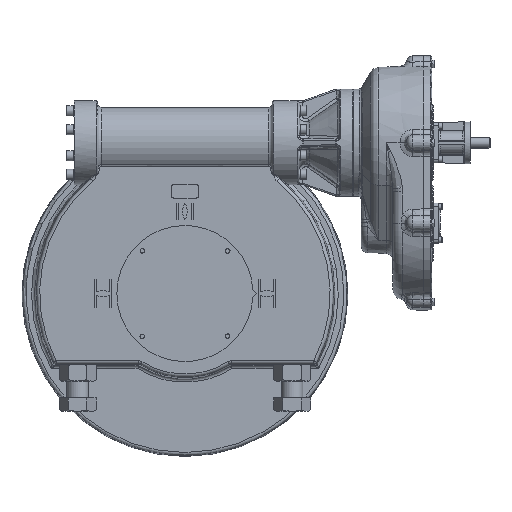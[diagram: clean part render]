
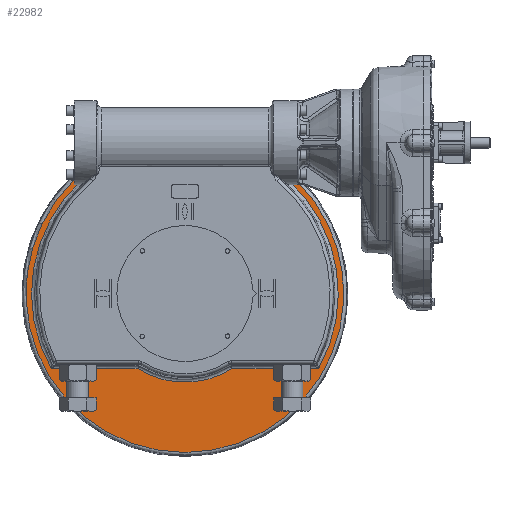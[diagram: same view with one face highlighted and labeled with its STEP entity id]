
A CAD part, front view. The second image highlights one B-rep face of the part: STEP entity #22982.
In plain terms, the highlighted planar face has unit normal (0, -1, 0).
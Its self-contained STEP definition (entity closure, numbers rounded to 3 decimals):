
#1152=LINE('',#41976,#2465);
#1153=LINE('',#42002,#2466);
#1154=LINE('',#42014,#2467);
#1155=LINE('',#42041,#2468);
#1156=LINE('',#42262,#2469);
#1157=LINE('',#42266,#2470);
#2465=VECTOR('',#29254,1000.);
#2466=VECTOR('',#29257,1000.);
#2467=VECTOR('',#29266,1000.);
#2468=VECTOR('',#29273,1000.);
#2469=VECTOR('',#29290,1000.);
#2470=VECTOR('',#29295,1000.);
#3673=B_SPLINE_CURVE_WITH_KNOTS('',3,(#42006,#42007,#42008,#42009,#42010),
 .UNSPECIFIED.,.F.,.F.,(4,1,4),(0.,0.001,0.002),
 .UNSPECIFIED.);
#3676=B_SPLINE_CURVE_WITH_KNOTS('',3,(#42045,#42046,#42047,#42048,#42049),
 .UNSPECIFIED.,.F.,.F.,(4,1,4),(0.,0.001,0.002),
 .UNSPECIFIED.);
#3682=B_SPLINE_CURVE_WITH_KNOTS('',3,(#42310,#42311,#42312,#42313),
 .UNSPECIFIED.,.F.,.F.,(4,4),(0.,1.),.UNSPECIFIED.);
#3711=B_SPLINE_CURVE_WITH_KNOTS('',3,(#43018,#43019,#43020,#43021),
 .UNSPECIFIED.,.F.,.F.,(4,4),(0.,1.),.UNSPECIFIED.);
#7729=ORIENTED_EDGE('',*,*,#12674,.F.);
#7730=ORIENTED_EDGE('',*,*,#12672,.T.);
#7731=ORIENTED_EDGE('',*,*,#12670,.T.);
#7732=ORIENTED_EDGE('',*,*,#12696,.T.);
#7733=ORIENTED_EDGE('',*,*,#12767,.T.);
#7734=ORIENTED_EDGE('',*,*,#12691,.T.);
#7735=ORIENTED_EDGE('',*,*,#12765,.T.);
#7736=ORIENTED_EDGE('',*,*,#12689,.T.);
#7737=ORIENTED_EDGE('',*,*,#12761,.T.);
#7738=ORIENTED_EDGE('',*,*,#12749,.T.);
#7739=ORIENTED_EDGE('',*,*,#12668,.T.);
#7740=ORIENTED_EDGE('',*,*,#12680,.T.);
#7741=ORIENTED_EDGE('',*,*,#12678,.F.);
#7742=ORIENTED_EDGE('',*,*,#12676,.T.);
#12668=EDGE_CURVE('',#15436,#15437,#1152,.T.);
#12670=EDGE_CURVE('',#15439,#15438,#1153,.T.);
#12672=EDGE_CURVE('',#15440,#15439,#3673,.T.);
#12674=EDGE_CURVE('',#15440,#15441,#1154,.F.);
#12676=EDGE_CURVE('',#15442,#15441,#17025,.T.);
#12678=EDGE_CURVE('',#15442,#15443,#1155,.T.);
#12680=EDGE_CURVE('',#15437,#15443,#3676,.T.);
#12689=EDGE_CURVE('',#15445,#15444,#1156,.T.);
#12691=EDGE_CURVE('',#15446,#15447,#1157,.T.);
#12696=EDGE_CURVE('',#15438,#15448,#3682,.T.);
#12749=EDGE_CURVE('',#15481,#15436,#3711,.T.);
#12761=EDGE_CURVE('',#15444,#15481,#17067,.F.);
#12765=EDGE_CURVE('',#15447,#15445,#17070,.F.);
#12767=EDGE_CURVE('',#15448,#15446,#17071,.F.);
#15436=VERTEX_POINT('',#41964);
#15437=VERTEX_POINT('',#41975);
#15438=VERTEX_POINT('',#42001);
#15439=VERTEX_POINT('',#42003);
#15440=VERTEX_POINT('',#42011);
#15441=VERTEX_POINT('',#42015);
#15442=VERTEX_POINT('',#42028);
#15443=VERTEX_POINT('',#42042);
#15444=VERTEX_POINT('',#42261);
#15445=VERTEX_POINT('',#42263);
#15446=VERTEX_POINT('',#42267);
#15447=VERTEX_POINT('',#42268);
#15448=VERTEX_POINT('',#42309);
#15481=VERTEX_POINT('',#43017);
#17025=CIRCLE('',#24968,474.073);
#17067=CIRCLE('',#25026,457.546);
#17070=CIRCLE('',#25031,264.546);
#17071=CIRCLE('',#25034,457.546);
#18528=EDGE_LOOP('',(#7729,#7730,#7731,#7732,#7733,#7734,#7735,#7736,#7737,
#7738,#7739,#7740,#7741,#7742));
#20433=FACE_BOUND('',#18528,.T.);
#21739=PLANE('',#25035);
#22982=ADVANCED_FACE('',(#20433),#21739,.T.);
#24968=AXIS2_PLACEMENT_3D('',#42027,#29269,#29270);
#25026=AXIS2_PLACEMENT_3D('',#43298,#29388,#29389);
#25031=AXIS2_PLACEMENT_3D('',#43310,#29398,#29399);
#25034=AXIS2_PLACEMENT_3D('',#43320,#29404,#29405);
#25035=AXIS2_PLACEMENT_3D('',#43321,#29406,#29407);
#29254=DIRECTION('',(0.,0.,1.));
#29257=DIRECTION('',(0.,0.,-1.));
#29266=DIRECTION('',(-1.,0.,0.));
#29269=DIRECTION('',(0.,-1.,0.));
#29270=DIRECTION('',(1.,0.,0.));
#29273=DIRECTION('',(1.,0.,0.));
#29290=DIRECTION('',(-1.,0.,0.));
#29295=DIRECTION('',(-1.,0.,0.));
#29388=DIRECTION('',(0.,-1.,0.));
#29389=DIRECTION('',(1.,0.,0.));
#29398=DIRECTION('',(0.,-1.,0.));
#29399=DIRECTION('',(1.,0.,0.));
#29404=DIRECTION('',(0.,-1.,0.));
#29405=DIRECTION('',(1.,0.,0.));
#29406=DIRECTION('',(0.,-1.,0.));
#29407=DIRECTION('',(1.,0.,0.));
#41964=CARTESIAN_POINT('',(-310.,-65.,337.018));
#41975=CARTESIAN_POINT('',(-310.,-65.,339.203));
#41976=CARTESIAN_POINT('',(-310.,-65.,450.));
#42001=CARTESIAN_POINT('',(310.,-65.,337.018));
#42002=CARTESIAN_POINT('',(310.,-65.,-486.));
#42003=CARTESIAN_POINT('',(310.,-65.,339.203));
#42006=CARTESIAN_POINT('',(311.,-65.,338.067));
#42007=CARTESIAN_POINT('',(310.717,-65.,338.067));
#42008=CARTESIAN_POINT('',(310.183,-65.,338.357));
#42009=CARTESIAN_POINT('',(310.,-65.,338.921));
#42010=CARTESIAN_POINT('',(310.,-65.,339.203));
#42011=CARTESIAN_POINT('',(311.,-65.,338.067));
#42014=CARTESIAN_POINT('',(1775.493,-65.,338.067));
#42015=CARTESIAN_POINT('',(332.349,-65.,338.067));
#42027=CARTESIAN_POINT('',(0.,-65.,0.));
#42028=CARTESIAN_POINT('',(-332.349,-65.,338.067));
#42041=CARTESIAN_POINT('',(-1775.493,-65.,338.067));
#42042=CARTESIAN_POINT('',(-311.,-65.,338.067));
#42045=CARTESIAN_POINT('',(-310.,-65.,339.203));
#42046=CARTESIAN_POINT('',(-310.,-65.,338.921));
#42047=CARTESIAN_POINT('',(-310.182,-65.,338.359));
#42048=CARTESIAN_POINT('',(-310.716,-65.,338.067));
#42049=CARTESIAN_POINT('',(-311.,-65.,338.067));
#42261=CARTESIAN_POINT('',(-398.657,-65.,-224.546));
#42262=CARTESIAN_POINT('',(-392.972,-65.,-224.546));
#42263=CARTESIAN_POINT('',(-139.87,-65.,-224.546));
#42266=CARTESIAN_POINT('',(137.081,-65.,-224.546));
#42267=CARTESIAN_POINT('',(398.657,-65.,-224.546));
#42268=CARTESIAN_POINT('',(139.87,-65.,-224.546));
#42309=CARTESIAN_POINT('',(309.463,-65.,337.018));
#42310=CARTESIAN_POINT('',(310.,-65.,337.018));
#42311=CARTESIAN_POINT('',(309.821,-65.,337.018));
#42312=CARTESIAN_POINT('',(309.642,-65.,337.018));
#42313=CARTESIAN_POINT('',(309.463,-65.,337.018));
#43017=CARTESIAN_POINT('',(-309.463,-65.,337.018));
#43018=CARTESIAN_POINT('',(-309.463,-65.,337.018));
#43019=CARTESIAN_POINT('',(-309.642,-65.,337.018));
#43020=CARTESIAN_POINT('',(-309.821,-65.,337.018));
#43021=CARTESIAN_POINT('',(-310.,-65.,337.018));
#43298=CARTESIAN_POINT('',(0.,-65.,0.));
#43310=CARTESIAN_POINT('',(0.,-65.,0.));
#43320=CARTESIAN_POINT('',(0.,-65.,0.));
#43321=CARTESIAN_POINT('',(0.,-65.,-486.));
